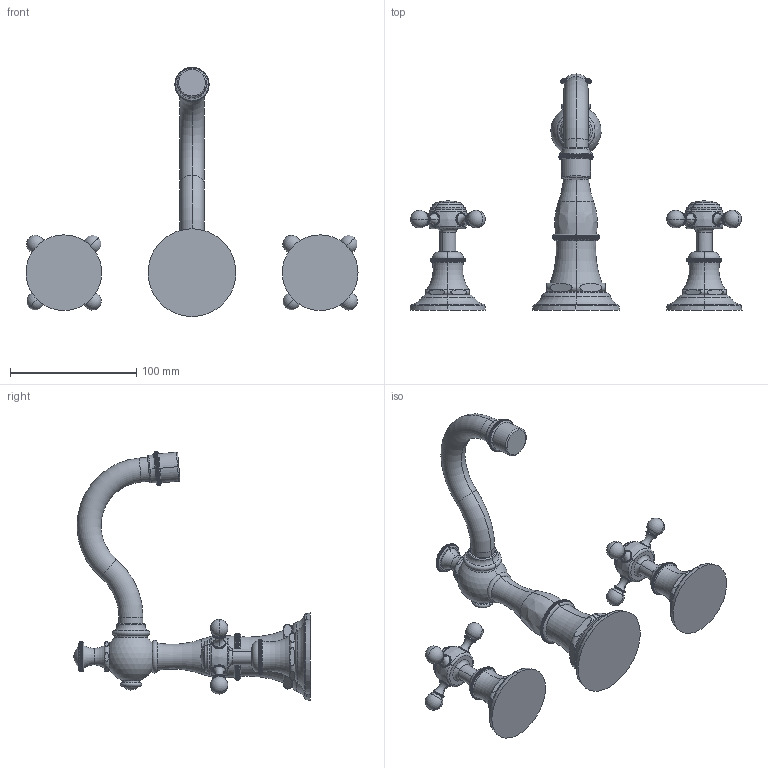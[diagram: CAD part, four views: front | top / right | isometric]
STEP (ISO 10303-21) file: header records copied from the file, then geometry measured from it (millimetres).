
FILE_DESCRIPTION((''),'2;1');
FILE_NAME('1760_ASM_1_ASM','2020-11-26T15:42:32',('jinson.thomas'),(''),'CREO PARAMETRIC BY PTC INC, 2018400','CREO PARAMETRIC BY PTC INC, 2018400','');
FILE_SCHEMA(('CONFIG_CONTROL_DESIGN'));
Length unit declared in the file: inch
Products named in the file (3): 30220_1_1_1; 30348_1; 1760_ASM_1_ASM
Assembly tree (3 placements, depth 2):
  1760_ASM_1_ASM
    30220_1_1_1
    30348_1  x2
Bounding box: 263.27 x 187.35 x 197.57 mm (x, y, z)
Volume: 362404.8 mm3; surface area: 71418.6 mm2
Topology: 3 solids, 3 shells, 1091 faces, 2826 edges, 2124 vertices
Faces by surface type: plane 787, torus 178, cylinder 50, sphere 26, cone 26, bspline 24
Entity records: 30791 total; most frequent: CARTESIAN_POINT 12202, ORIENTED_EDGE 4224, DIRECTION 2907, EDGE_CURVE 2112, VERTEX_POINT 1613, B_SPLINE_CURVE_WITH_KNOTS 1298, AXIS2_PLACEMENT_3D 1286, EDGE_LOOP 1143
